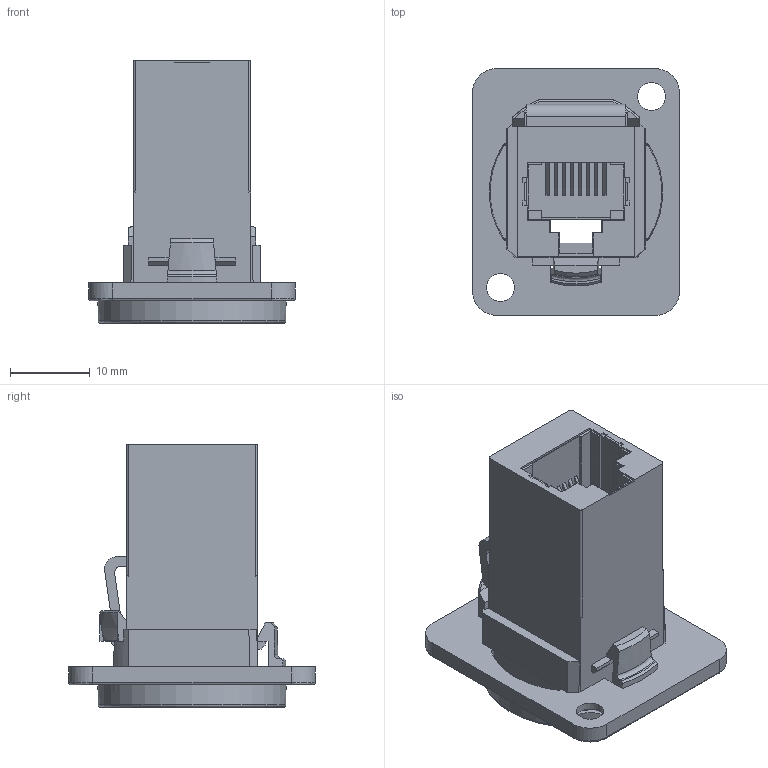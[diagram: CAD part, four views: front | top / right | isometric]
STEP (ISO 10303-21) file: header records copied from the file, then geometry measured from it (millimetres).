
FILE_DESCRIPTION(/* description */ (''),/* implementation_level */ '2;1');
FILE_NAME(/* name */ 'CP30222MB CAT6 CSK.stp',/* time_stamp */ '2025-04-11T10:33:06+01:00',/* author */ ('tottley'),/* organization */ (''),/* preprocessor_version */ 'ST-DEVELOPER v20',/* originating_system */ 'Autodesk Inventor 2025',/* authorisation */ '');
FILE_SCHEMA (('AUTOMOTIVE_DESIGN { 1 0 10303 214 3 1 1 }'));
Length unit declared in the file: millimetre
Products named in the file (1): CP30220MB CAT5 CSK
Bounding box: 26 x 31 x 33 mm (x, y, z)
Volume: 7037.2 mm3; surface area: 6993.1 mm2
Topology: 1 solids, 3 shells, 495 faces, 1430 edges, 944 vertices
Faces by surface type: plane 380, bspline 57, cylinder 38, cone 12, torus 8
Full cylindrical faces by diameter (mm): 3.5 x2
Entity records: 17708 total; most frequent: CARTESIAN_POINT 4391, ORIENTED_EDGE 2860, DIRECTION 2306, EDGE_CURVE 1430, LINE 1160, VECTOR 1160, VERTEX_POINT 944, AXIS2_PLACEMENT_3D 573
